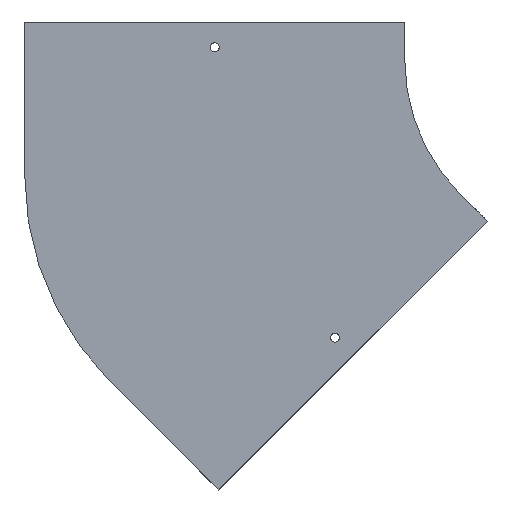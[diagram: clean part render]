
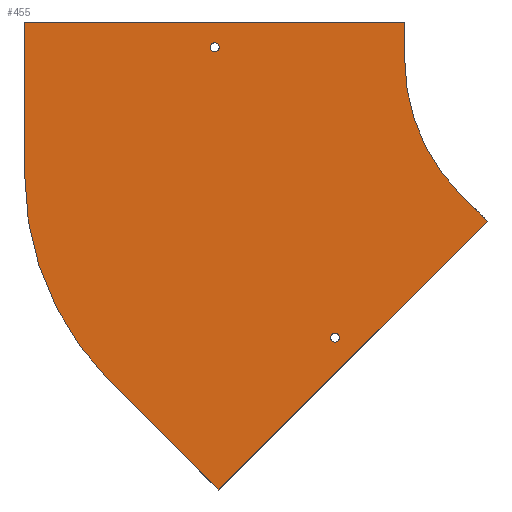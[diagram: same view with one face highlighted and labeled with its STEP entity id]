
A CAD part, front view. The second image highlights one B-rep face of the part: STEP entity #455.
In plain terms, the highlighted planar face has unit normal (0, -1, 0).
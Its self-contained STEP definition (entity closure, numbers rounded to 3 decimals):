
#1 = DIRECTION ( 'NONE',  ( 0., 1., 0. ) ) ;
#3 = PLANE ( 'NONE',  #508 ) ;
#5 = CARTESIAN_POINT ( 'NONE',  ( 80., 0., -121.127 ) ) ;
#82 = CARTESIAN_POINT ( 'NONE',  ( 3.015, 0., -369.411 ) ) ;
#84 = CARTESIAN_POINT ( 'NONE',  ( -82.635, 0., -283.762 ) ) ;
#92 = CARTESIAN_POINT ( 'NONE',  ( 215.147, 0., -157.279 ) ) ;
#93 = CARTESIAN_POINT ( 'NONE',  ( 193.934, 0., -136.066 ) ) ;
#99 = CARTESIAN_POINT ( 'NONE',  ( 150., 0., -30. ) ) ;
#107 = CARTESIAN_POINT ( 'NONE',  ( -150., 0., 0. ) ) ;
#108 = CARTESIAN_POINT ( 'NONE',  ( 150., 0., 0. ) ) ;
#117 = CARTESIAN_POINT ( 'NONE',  ( -150., 0., 0. ) ) ;
#119 = DIRECTION ( 'NONE',  ( 0., 0., 1. ) ) ;
#130 = DIRECTION ( 'NONE',  ( 0., 0., 1. ) ) ;
#146 = CARTESIAN_POINT ( 'NONE',  ( 300., 0., -30. ) ) ;
#147 = DIRECTION ( 'NONE',  ( 0., -1., 0. ) ) ;
#148 = DIRECTION ( 'NONE',  ( 0., 0., -1. ) ) ;
#149 = CARTESIAN_POINT ( 'NONE',  ( 150., 0., 0. ) ) ;
#150 = DIRECTION ( 'NONE',  ( 0., 0., -1. ) ) ;
#166 = CARTESIAN_POINT ( 'NONE',  ( -150., 0., 0. ) ) ;
#167 = DIRECTION ( 'NONE',  ( 1., 0., 0. ) ) ;
#189 = CARTESIAN_POINT ( 'NONE',  ( 94.939, 0., -245.703 ) ) ;
#190 = CARTESIAN_POINT ( 'NONE',  ( 0., 0., -16.5 ) ) ;
#218 = DIRECTION ( 'NONE',  ( -0.707, 0., -0.707 ) ) ;
#224 = CARTESIAN_POINT ( 'NONE',  ( 3.015, 0., -369.411 ) ) ;
#225 = DIRECTION ( 'NONE',  ( 0.707, 0., -0.707 ) ) ;
#235 = CARTESIAN_POINT ( 'NONE',  ( 215.147, 0., -157.279 ) ) ;
#337 = LINE ( 'NONE', #224, #344 ) ;
#338 = LINE ( 'NONE', #235, #339 ) ;
#339 = VECTOR ( 'NONE', #225, 1000. ) ;
#344 = VECTOR ( 'NONE', #218, 1000. ) ;
#388 = FACE_OUTER_BOUND ( 'NONE', #708, .T. ) ;
#393 = FACE_BOUND ( 'NONE', #710, .T. ) ;
#396 = FACE_BOUND ( 'NONE', #935, .T. ) ;
#413 = LINE ( 'NONE', #611, #421 ) ;
#421 = VECTOR ( 'NONE', #608, 1000. ) ;
#425 = EDGE_CURVE ( 'NONE', #917, #916, #338, .T. ) ;
#427 = EDGE_CURVE ( 'NONE', #916, #906, #337, .T. ) ;
#455 = ADVANCED_FACE ( 'NONE', ( #393, #396, #388 ), #3, .F. ) ;
#508 = AXIS2_PLACEMENT_3D ( 'NONE', #5, #1, #130 ) ;
#519 = AXIS2_PLACEMENT_3D ( 'NONE', #618, #619, #620 ) ;
#525 = AXIS2_PLACEMENT_3D ( 'NONE', #646, #647, #648 ) ;
#526 = AXIS2_PLACEMENT_3D ( 'NONE', #650, #651, #652 ) ;
#540 = AXIS2_PLACEMENT_3D ( 'NONE', #146, #147, #148 ) ;
#579 = CARTESIAN_POINT ( 'NONE',  ( -150., 0., -121.127 ) ) ;
#608 = DIRECTION ( 'NONE',  ( -0.707, 0., 0.707 ) ) ;
#611 = CARTESIAN_POINT ( 'NONE',  ( -82.635, 0., -283.762 ) ) ;
#618 = CARTESIAN_POINT ( 'NONE',  ( 80., 0., -121.127 ) ) ;
#619 = DIRECTION ( 'NONE',  ( 0., 1., 0. ) ) ;
#620 = DIRECTION ( 'NONE',  ( 0., 0., 1. ) ) ;
#646 = CARTESIAN_POINT ( 'NONE',  ( 94.939, 0., -249.203 ) ) ;
#647 = DIRECTION ( 'NONE',  ( 0., -1., 0. ) ) ;
#648 = DIRECTION ( 'NONE',  ( 0., 0., 1. ) ) ;
#650 = CARTESIAN_POINT ( 'NONE',  ( 0., 0., -20. ) ) ;
#651 = DIRECTION ( 'NONE',  ( 0., -1., 0. ) ) ;
#652 = DIRECTION ( 'NONE',  ( 0., 0., 1. ) ) ;
#708 = EDGE_LOOP ( 'NONE', ( #1004, #1005, #1006, #1007, #1008, #1009, #1010, #1011 ) ) ;
#710 = EDGE_LOOP ( 'NONE', ( #1002 ) ) ;
#732 = VERTEX_POINT ( 'NONE', #579 ) ;
#760 = EDGE_CURVE ( 'NONE', #906, #908, #413, .T. ) ;
#763 = EDGE_CURVE ( 'NONE', #908, #732, #1129, .T. ) ;
#773 = EDGE_CURVE ( 'NONE', #832, #832, #1141, .T. ) ;
#774 = EDGE_CURVE ( 'NONE', #833, #833, #1146, .T. ) ;
#832 = VERTEX_POINT ( 'NONE', #189 ) ;
#833 = VERTEX_POINT ( 'NONE', #190 ) ;
#906 = VERTEX_POINT ( 'NONE', #82 ) ;
#908 = VERTEX_POINT ( 'NONE', #84 ) ;
#916 = VERTEX_POINT ( 'NONE', #92 ) ;
#917 = VERTEX_POINT ( 'NONE', #93 ) ;
#923 = VERTEX_POINT ( 'NONE', #99 ) ;
#931 = VERTEX_POINT ( 'NONE', #107 ) ;
#932 = VERTEX_POINT ( 'NONE', #108 ) ;
#935 = EDGE_LOOP ( 'NONE', ( #1003 ) ) ;
#1002 = ORIENTED_EDGE ( 'NONE', *, *, #773, .F. ) ;
#1003 = ORIENTED_EDGE ( 'NONE', *, *, #774, .F. ) ;
#1004 = ORIENTED_EDGE ( 'NONE', *, *, #760, .F. ) ;
#1005 = ORIENTED_EDGE ( 'NONE', *, *, #427, .F. ) ;
#1006 = ORIENTED_EDGE ( 'NONE', *, *, #425, .F. ) ;
#1007 = ORIENTED_EDGE ( 'NONE', *, *, #1056, .F. ) ;
#1008 = ORIENTED_EDGE ( 'NONE', *, *, #1058, .F. ) ;
#1009 = ORIENTED_EDGE ( 'NONE', *, *, #1065, .F. ) ;
#1010 = ORIENTED_EDGE ( 'NONE', *, *, #1045, .F. ) ;
#1011 = ORIENTED_EDGE ( 'NONE', *, *, #763, .F. ) ;
#1045 = EDGE_CURVE ( 'NONE', #732, #931, #1224, .T. ) ;
#1056 = EDGE_CURVE ( 'NONE', #923, #917, #1243, .T. ) ;
#1058 = EDGE_CURVE ( 'NONE', #932, #923, #1245, .T. ) ;
#1065 = EDGE_CURVE ( 'NONE', #931, #932, #1256, .T. ) ;
#1129 = CIRCLE ( 'NONE', #519, 230. ) ;
#1141 = CIRCLE ( 'NONE', #525, 3.5 ) ;
#1146 = CIRCLE ( 'NONE', #526, 3.5 ) ;
#1220 = VECTOR ( 'NONE', #119, 1000. ) ;
#1224 = LINE ( 'NONE', #117, #1220 ) ;
#1243 = CIRCLE ( 'NONE', #540, 150. ) ;
#1245 = LINE ( 'NONE', #149, #1248 ) ;
#1248 = VECTOR ( 'NONE', #150, 1000. ) ;
#1256 = LINE ( 'NONE', #166, #1259 ) ;
#1259 = VECTOR ( 'NONE', #167, 1000. ) ;
